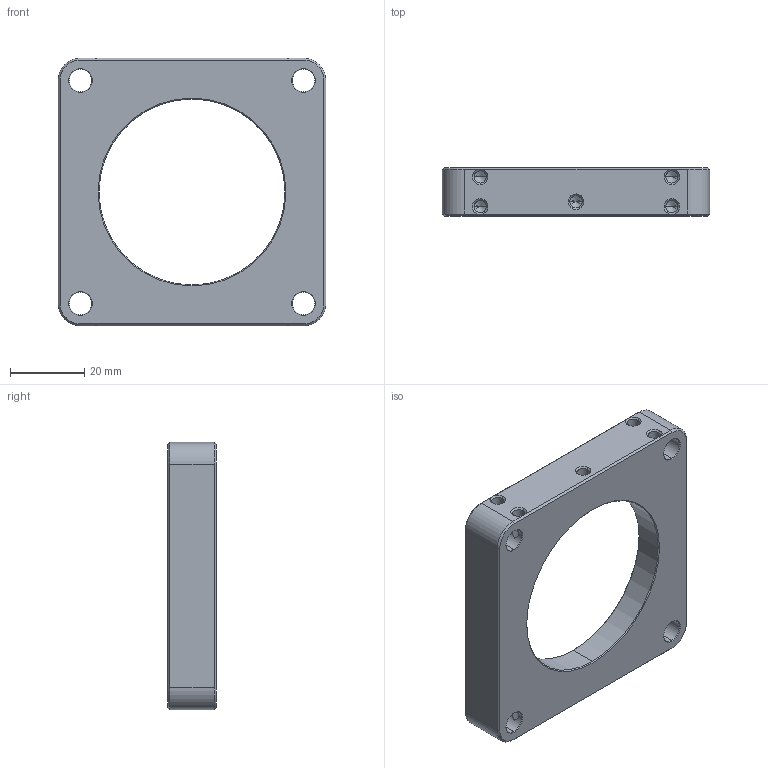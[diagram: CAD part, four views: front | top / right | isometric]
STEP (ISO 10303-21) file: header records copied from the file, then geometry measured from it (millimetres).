
FILE_DESCRIPTION (( 'STEP AP214' ), '1' );
FILE_NAME ('mesoS-01 - CAGE ADAPTER (CATALOG MODEL).STEP', '2023-11-03T22:03:18', ( '' ), ( '' ), 'SwSTEP 2.0', 'SolidWorks 2023', '' );
FILE_SCHEMA (( 'AUTOMOTIVE_DESIGN' ));
Length unit declared in the file: inch
Products named in the file (1): mesoS-01 - CAGE ADAPTER (CATALOG MODEL)
Bounding box: 72.01 x 13 x 72.01 mm (x, y, z)
Volume: 30150.8 mm3; surface area: 13929.6 mm2
Topology: 1 solids, 1 shells, 137 faces, 364 edges, 200 vertices
Faces by surface type: cone 78, cylinder 44, plane 15
Entity records: 4999 total; most frequent: CARTESIAN_POINT 1642, DIRECTION 734, ORIENTED_EDGE 672, EDGE_CURVE 336, AXIS2_PLACEMENT_3D 284, VERTEX_POINT 200, LINE 166, VECTOR 166
